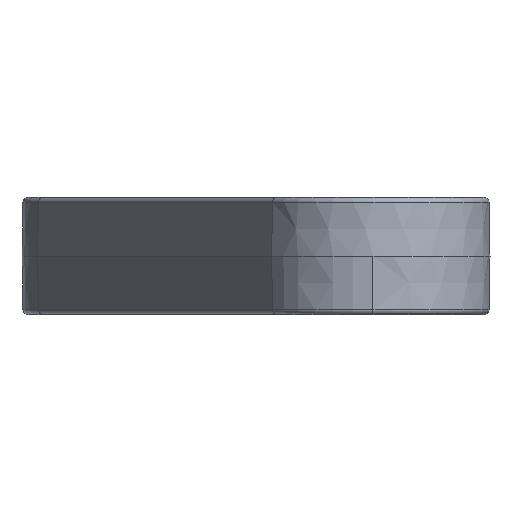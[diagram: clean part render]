
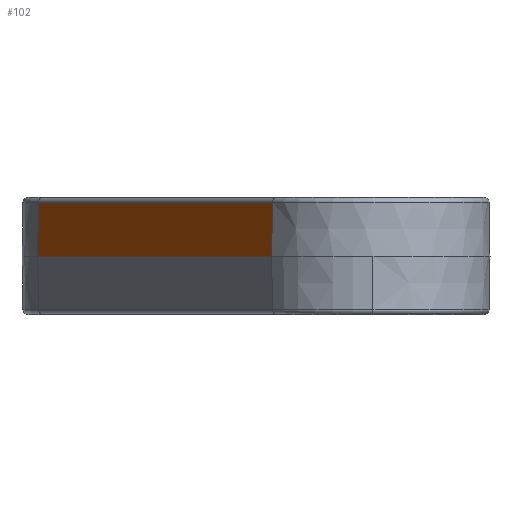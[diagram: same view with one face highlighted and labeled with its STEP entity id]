
A CAD part, left-side view. The second image highlights one B-rep face of the part: STEP entity #102.
In plain terms, the highlighted planar face has unit normal (-0.5, 0.866, 0.018).
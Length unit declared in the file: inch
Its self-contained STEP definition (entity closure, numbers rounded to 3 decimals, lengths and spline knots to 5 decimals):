
#102 = ADVANCED_FACE ( 'NONE', ( #1068 ), #8653, .T. ) ;
#1068 = FACE_OUTER_BOUND ( 'NONE', #4236, .T. ) ;
#2109 = DIRECTION ( 'NONE',  ( -0.009, 0.015, -1. ) ) ;
#2784 = VERTEX_POINT ( 'NONE', #8516 ) ;
#2828 = ORIENTED_EDGE ( 'NONE', *, *, #10482, .F. ) ;
#2912 = CARTESIAN_POINT ( 'NONE',  ( -0.125, 0.21651, 0. ) ) ;
#2988 = CARTESIAN_POINT ( 'NONE',  ( -0.125, 0.21651, 0. ) ) ;
#3304 = DIRECTION ( 'NONE',  ( 0.866, 0.5, 0. ) ) ;
#3331 = ORIENTED_EDGE ( 'NONE', *, *, #5597, .T. ) ;
#4036 = VECTOR ( 'NONE', #3304, 39.37008 ) ;
#4236 = EDGE_LOOP ( 'NONE', ( #12106, #3331, #4744, #2828 ) ) ;
#4328 = VERTEX_POINT ( 'NONE', #10276 ) ;
#4478 = EDGE_CURVE ( 'NONE', #4328, #11082, #5787, .T. ) ;
#4744 = ORIENTED_EDGE ( 'NONE', *, *, #5333, .T. ) ;
#5333 = EDGE_CURVE ( 'NONE', #6982, #2784, #6300, .T. ) ;
#5597 = EDGE_CURVE ( 'NONE', #4328, #6982, #7673, .T. ) ;
#5627 = AXIS2_PLACEMENT_3D ( 'NONE', #2988, #6773, #10570 ) ;
#5787 = LINE ( 'NONE', #9581, #7796 ) ;
#5830 = VECTOR ( 'NONE', #2109, 39.37008 ) ;
#6300 = LINE ( 'NONE', #8971, #5830 ) ;
#6675 = DIRECTION ( 'NONE',  ( -0.009, 0.015, -1. ) ) ;
#6773 = DIRECTION ( 'NONE',  ( -0.5, 0.866, 0.017 ) ) ;
#6982 = VERTEX_POINT ( 'NONE', #7618 ) ;
#7618 = CARTESIAN_POINT ( 'NONE',  ( 0.74203, 0.71477, 0.11517 ) ) ;
#7673 = LINE ( 'NONE', #8721, #8225 ) ;
#7728 = DIRECTION ( 'NONE',  ( 0.866, 0.5, 0. ) ) ;
#7796 = VECTOR ( 'NONE', #6675, 39.37008 ) ;
#8225 = VECTOR ( 'NONE', #7728, 39.37008 ) ;
#8516 = CARTESIAN_POINT ( 'NONE',  ( 0.74103, 0.71651, 0. ) ) ;
#8653 = PLANE ( 'NONE',  #5627 ) ;
#8721 = CARTESIAN_POINT ( 'NONE',  ( -0.12399, 0.21477, 0.11517 ) ) ;
#8954 = LINE ( 'NONE', #10012, #4036 ) ;
#8971 = CARTESIAN_POINT ( 'NONE',  ( 0.74103, 0.71651, 0. ) ) ;
#9581 = CARTESIAN_POINT ( 'NONE',  ( -0.125, 0.21651, 0. ) ) ;
#10012 = CARTESIAN_POINT ( 'NONE',  ( -0.125, 0.21651, 0. ) ) ;
#10276 = CARTESIAN_POINT ( 'NONE',  ( -0.12399, 0.21477, 0.11517 ) ) ;
#10482 = EDGE_CURVE ( 'NONE', #11082, #2784, #8954, .T. ) ;
#10570 = DIRECTION ( 'NONE',  ( -0.866, -0.5, 0. ) ) ;
#11082 = VERTEX_POINT ( 'NONE', #2912 ) ;
#12106 = ORIENTED_EDGE ( 'NONE', *, *, #4478, .F. ) ;
